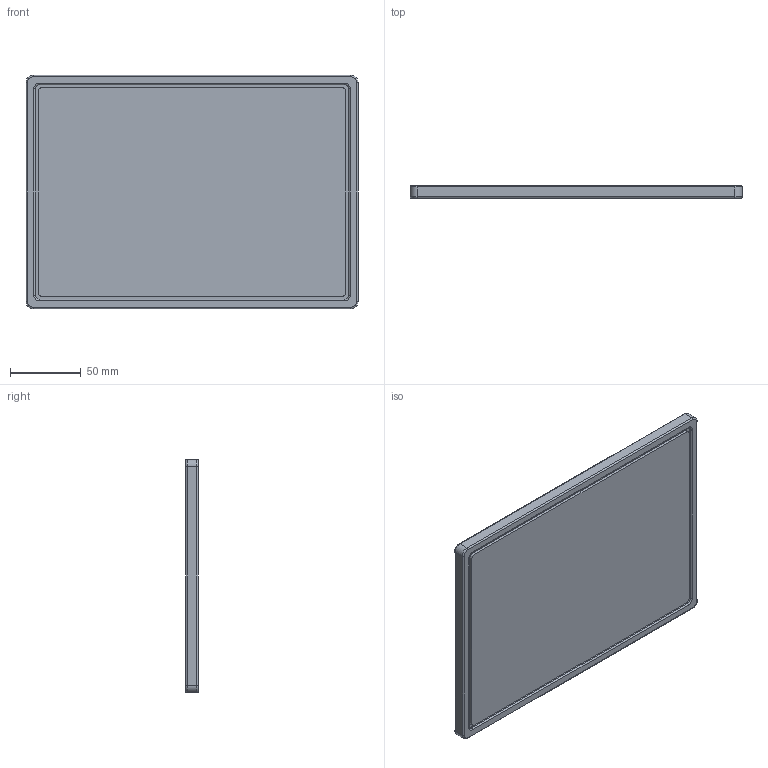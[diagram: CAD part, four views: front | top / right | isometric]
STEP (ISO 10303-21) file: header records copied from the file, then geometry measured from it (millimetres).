
FILE_DESCRIPTION(('FreeCAD Model'),'2;1');
FILE_NAME('Open CASCADE Shape Model','2025-11-28T00:23:49',('Author'),( ''),'Open CASCADE STEP processor 7.8','FreeCAD','Unknown');
FILE_SCHEMA(('AUTOMOTIVE_DESIGN { 1 0 10303 214 1 1 1 1 }'));
Length unit declared in the file: millimetre
Products named in the file (3): Monitor_BEEX_10_5; Body; Body001
Assembly tree (2 placements, depth 2):
  Monitor_BEEX_10_5
    Body
    Body001
Bounding box: 235 x 9 x 165 mm (x, y, z)
Volume: 345323.1 mm3; surface area: 151083.1 mm2
Topology: 2 solids, 2 shells, 53 faces, 120 edges, 72 vertices
Faces by surface type: cylinder 24, plane 17, torus 12
Entity records: 1549 total; most frequent: DIRECTION 292, CARTESIAN_POINT 248, ORIENTED_EDGE 240, EDGE_CURVE 120, AXIS2_PLACEMENT_3D 116, VERTEX_POINT 72, LINE 60, VECTOR 60
